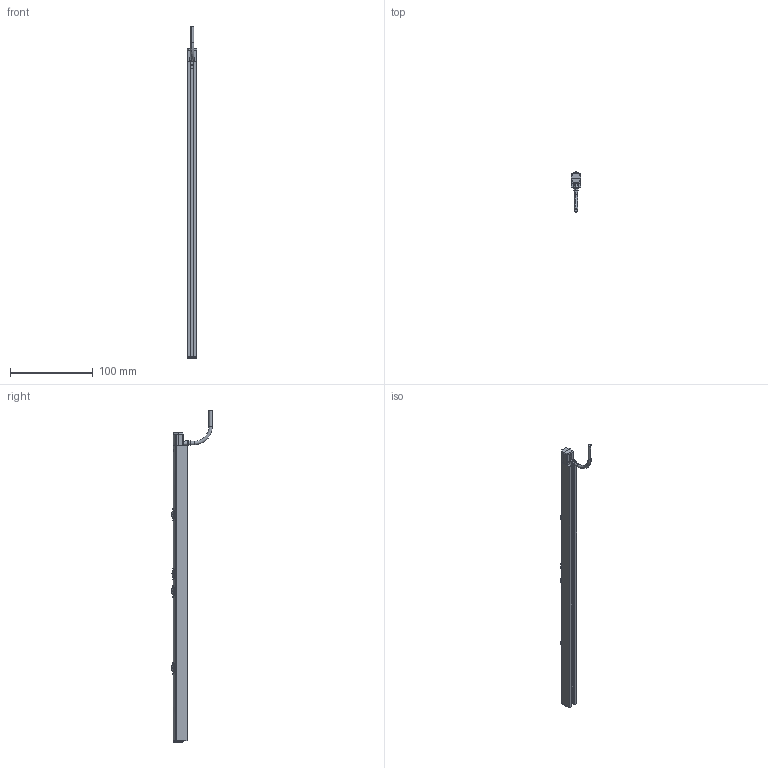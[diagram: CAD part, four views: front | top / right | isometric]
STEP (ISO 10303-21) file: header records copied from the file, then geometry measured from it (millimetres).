
FILE_DESCRIPTION((''),'2;1');
FILE_NAME('218403_SM01_ASM','2022-07-14T16:16:45',('PDMAdmin'),('BANNER ENGINEERING'),'CREO PARAMETRIC BY PTC INC, 2019292','CREO PARAMETRIC BY PTC INC, 2019292','');
FILE_SCHEMA(('CONFIG_CONTROL_DESIGN'));
Products named in the file (2): 218403_SM01; 218403_SM01_ASM
Assembly tree (1 placements, depth 2):
  218403_SM01_ASM
    218403_SM01
Bounding box: 12.05 x 49.1 x 402.15 mm (x, y, z)
Volume: 60663.1 mm3; surface area: 28444.2 mm2
Topology: 2 solids, 2 shells, 793 faces, 2127 edges, 1308 vertices
Faces by surface type: bspline 286, plane 242, cylinder 155, cone 54, torus 18, sphere 18, revolution 12, extrusion 8
Entity records: 50006 total; most frequent: CARTESIAN_POINT 32955, ORIENTED_EDGE 4226, DIRECTION 2590, EDGE_CURVE 2113, VERTEX_POINT 1308, B_SPLINE_CURVE_WITH_KNOTS 983, AXIS2_PLACEMENT_3D 930, EDGE_LOOP 819
